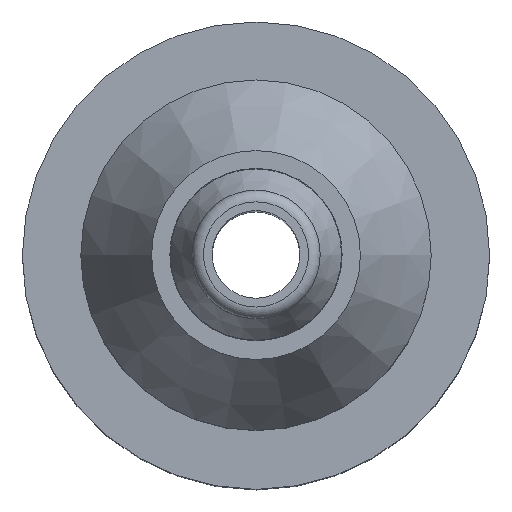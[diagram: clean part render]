
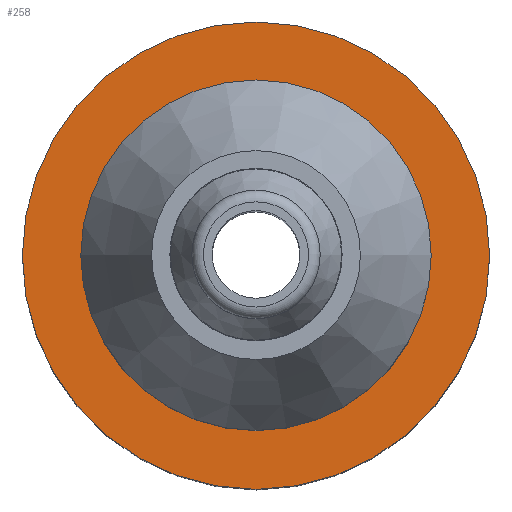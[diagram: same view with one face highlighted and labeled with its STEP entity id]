
A CAD part, top view. The second image highlights one B-rep face of the part: STEP entity #258.
In plain terms, the highlighted planar face has unit normal (0, 0, 1).
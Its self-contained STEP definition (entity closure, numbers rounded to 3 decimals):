
#52=ORIENTED_EDGE('',*,*,#91,.T.);
#53=ORIENTED_EDGE('',*,*,#90,.F.);
#90=EDGE_CURVE('',#113,#113,#136,.T.);
#91=EDGE_CURVE('',#114,#114,#137,.T.);
#113=VERTEX_POINT('',#452);
#114=VERTEX_POINT('',#455);
#136=CIRCLE('',#302,4.);
#137=CIRCLE('',#304,2.75);
#167=EDGE_LOOP('',(#52));
#168=EDGE_LOOP('',(#53));
#213=FACE_BOUND('',#167,.T.);
#214=FACE_BOUND('',#168,.T.);
#246=PLANE('',#303);
#258=ADVANCED_FACE('',(#213,#214),#246,.T.);
#302=AXIS2_PLACEMENT_3D('',#451,#366,#367);
#303=AXIS2_PLACEMENT_3D('',#453,#368,#369);
#304=AXIS2_PLACEMENT_3D('',#454,#370,#371);
#366=DIRECTION('',(0.,0.,-1.));
#367=DIRECTION('',(-1.,0.,0.));
#368=DIRECTION('',(0.,0.,1.));
#369=DIRECTION('',(1.,0.,0.));
#370=DIRECTION('',(0.,0.,-1.));
#371=DIRECTION('',(-1.,0.,0.));
#451=CARTESIAN_POINT('',(0.,0.,-12.3));
#452=CARTESIAN_POINT('',(-4.,0.,-12.3));
#453=CARTESIAN_POINT('',(0.,4.,-12.3));
#454=CARTESIAN_POINT('',(0.,0.,-12.3));
#455=CARTESIAN_POINT('',(-2.75,0.,-12.3));
